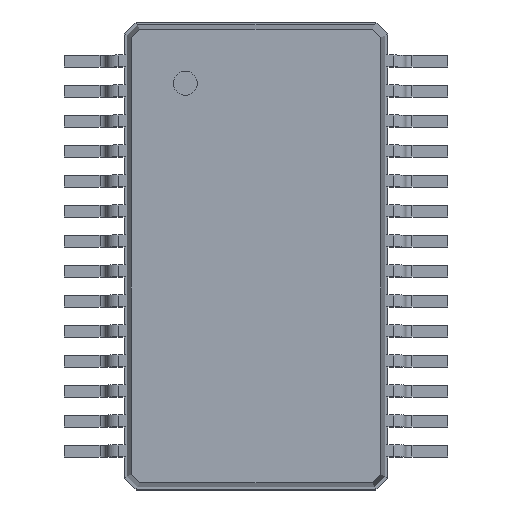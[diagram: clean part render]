
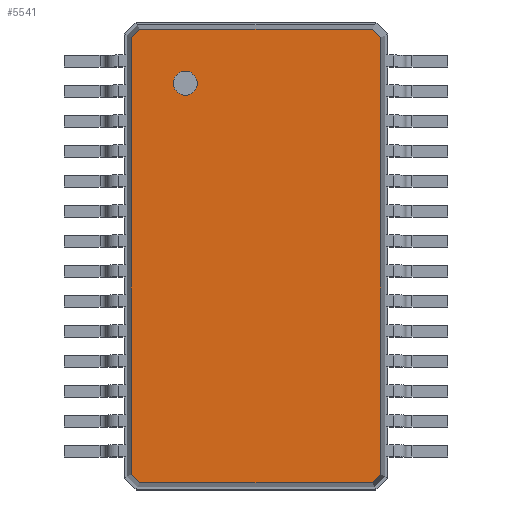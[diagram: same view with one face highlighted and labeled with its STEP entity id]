
A CAD part, top view. The second image highlights one B-rep face of the part: STEP entity #5541.
In plain terms, the highlighted planar face has unit normal (0, 0, 1).
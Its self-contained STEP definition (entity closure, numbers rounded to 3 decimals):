
#1924 = VERTEX_POINT('',#1925);
#1925 = CARTESIAN_POINT('',(2.079,-3.639,1.2));
#1930 = EDGE_CURVE('',#1931,#1924,#1933,.T.);
#1931 = VERTEX_POINT('',#1932);
#1932 = CARTESIAN_POINT('',(2.079,3.639,1.2));
#1933 = LINE('',#1934,#1935);
#1934 = CARTESIAN_POINT('',(2.079,3.639,1.2));
#1935 = VECTOR('',#1936,1.);
#1936 = DIRECTION('',(0.,-1.,0.));
#5524 = VERTEX_POINT('',#5525);
#5525 = CARTESIAN_POINT('',(1.939,-3.779,1.2));
#5530 = EDGE_CURVE('',#1924,#5524,#5531,.T.);
#5531 = LINE('',#5532,#5533);
#5532 = CARTESIAN_POINT('',(2.079,-3.639,1.2));
#5533 = VECTOR('',#5534,1.);
#5534 = DIRECTION('',(-0.707,-0.707,0.));
#5541 = ADVANCED_FACE('',(#5542,#5592),#5603,.T.);
#5542 = FACE_BOUND('',#5543,.T.);
#5543 = EDGE_LOOP('',(#5544,#5554,#5562,#5570,#5578,#5584,#5585,#5586));
#5544 = ORIENTED_EDGE('',*,*,#5545,.F.);
#5545 = EDGE_CURVE('',#5546,#5548,#5550,.T.);
#5546 = VERTEX_POINT('',#5547);
#5547 = CARTESIAN_POINT('',(-1.939,3.779,1.2));
#5548 = VERTEX_POINT('',#5549);
#5549 = CARTESIAN_POINT('',(1.939,3.779,1.2));
#5550 = LINE('',#5551,#5552);
#5551 = CARTESIAN_POINT('',(-1.939,3.779,1.2));
#5552 = VECTOR('',#5553,1.);
#5553 = DIRECTION('',(1.,0.,0.));
#5554 = ORIENTED_EDGE('',*,*,#5555,.F.);
#5555 = EDGE_CURVE('',#5556,#5546,#5558,.T.);
#5556 = VERTEX_POINT('',#5557);
#5557 = CARTESIAN_POINT('',(-2.079,3.639,1.2));
#5558 = LINE('',#5559,#5560);
#5559 = CARTESIAN_POINT('',(-2.079,3.639,1.2));
#5560 = VECTOR('',#5561,1.);
#5561 = DIRECTION('',(0.707,0.707,0.));
#5562 = ORIENTED_EDGE('',*,*,#5563,.F.);
#5563 = EDGE_CURVE('',#5564,#5556,#5566,.T.);
#5564 = VERTEX_POINT('',#5565);
#5565 = CARTESIAN_POINT('',(-2.079,-3.639,1.2));
#5566 = LINE('',#5567,#5568);
#5567 = CARTESIAN_POINT('',(-2.079,-3.639,1.2));
#5568 = VECTOR('',#5569,1.);
#5569 = DIRECTION('',(0.,1.,0.));
#5570 = ORIENTED_EDGE('',*,*,#5571,.F.);
#5571 = EDGE_CURVE('',#5572,#5564,#5574,.T.);
#5572 = VERTEX_POINT('',#5573);
#5573 = CARTESIAN_POINT('',(-1.939,-3.779,1.2));
#5574 = LINE('',#5575,#5576);
#5575 = CARTESIAN_POINT('',(-1.939,-3.779,1.2));
#5576 = VECTOR('',#5577,1.);
#5577 = DIRECTION('',(-0.707,0.707,0.));
#5578 = ORIENTED_EDGE('',*,*,#5579,.F.);
#5579 = EDGE_CURVE('',#5524,#5572,#5580,.T.);
#5580 = LINE('',#5581,#5582);
#5581 = CARTESIAN_POINT('',(1.939,-3.779,1.2));
#5582 = VECTOR('',#5583,1.);
#5583 = DIRECTION('',(-1.,0.,0.));
#5584 = ORIENTED_EDGE('',*,*,#5530,.F.);
#5585 = ORIENTED_EDGE('',*,*,#1930,.F.);
#5586 = ORIENTED_EDGE('',*,*,#5587,.F.);
#5587 = EDGE_CURVE('',#5548,#1931,#5588,.T.);
#5588 = LINE('',#5589,#5590);
#5589 = CARTESIAN_POINT('',(1.939,3.779,1.2));
#5590 = VECTOR('',#5591,1.);
#5591 = DIRECTION('',(0.707,-0.707,0.));
#5592 = FACE_BOUND('',#5593,.T.);
#5593 = EDGE_LOOP('',(#5594));
#5594 = ORIENTED_EDGE('',*,*,#5595,.F.);
#5595 = EDGE_CURVE('',#5596,#5596,#5598,.T.);
#5596 = VERTEX_POINT('',#5597);
#5597 = CARTESIAN_POINT('',(-1.179,2.679,1.2));
#5598 = CIRCLE('',#5599,0.2);
#5599 = AXIS2_PLACEMENT_3D('',#5600,#5601,#5602);
#5600 = CARTESIAN_POINT('',(-1.179,2.879,1.2));
#5601 = DIRECTION('',(0.,0.,1.));
#5602 = DIRECTION('',(0.,-1.,0.));
#5603 = PLANE('',#5604);
#5604 = AXIS2_PLACEMENT_3D('',#5605,#5606,#5607);
#5605 = CARTESIAN_POINT('',(-1.939,3.779,1.2));
#5606 = DIRECTION('',(0.,0.,1.));
#5607 = DIRECTION('',(0.457,-0.89,0.));
